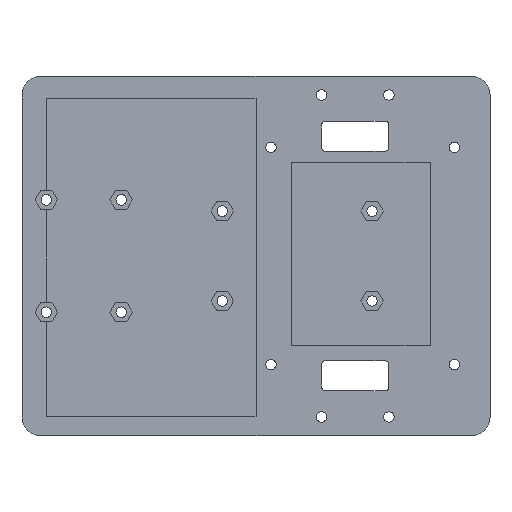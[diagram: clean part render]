
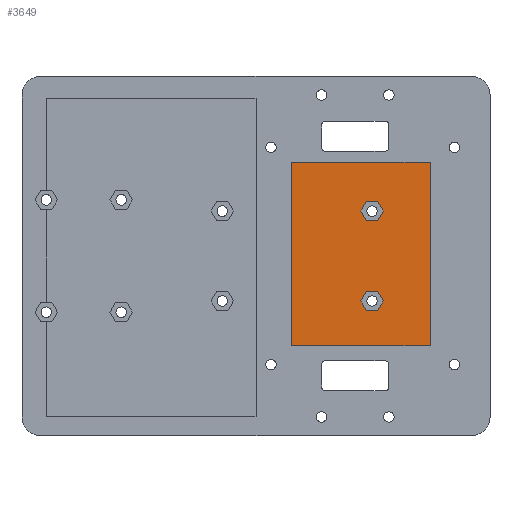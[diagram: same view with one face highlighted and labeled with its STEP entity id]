
A CAD part, top view. The second image highlights one B-rep face of the part: STEP entity #3649.
In plain terms, the highlighted planar face has unit normal (0, 0, 1).
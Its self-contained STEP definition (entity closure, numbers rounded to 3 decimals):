
#2724 = VERTEX_POINT('',#2725);
#2725 = CARTESIAN_POINT('',(-17.,25.,9.));
#2731 = EDGE_CURVE('',#2724,#2732,#2734,.T.);
#2732 = VERTEX_POINT('',#2733);
#2733 = CARTESIAN_POINT('',(-17.,-24.,9.));
#2734 = LINE('',#2735,#2736);
#2735 = CARTESIAN_POINT('',(-17.,25.,9.));
#2736 = VECTOR('',#2737,1.);
#2737 = DIRECTION('',(0.,-1.,0.));
#2755 = VERTEX_POINT('',#2756);
#2756 = CARTESIAN_POINT('',(20.,25.,9.));
#2762 = EDGE_CURVE('',#2755,#2724,#2763,.T.);
#2763 = LINE('',#2764,#2765);
#2764 = CARTESIAN_POINT('',(20.,25.,9.));
#2765 = VECTOR('',#2766,1.);
#2766 = DIRECTION('',(-1.,0.,0.));
#2779 = EDGE_CURVE('',#2732,#2780,#2782,.T.);
#2780 = VERTEX_POINT('',#2781);
#2781 = CARTESIAN_POINT('',(20.,-24.,9.));
#2782 = LINE('',#2783,#2784);
#2783 = CARTESIAN_POINT('',(-17.,-24.,9.));
#2784 = VECTOR('',#2785,1.);
#2785 = DIRECTION('',(1.,0.,0.));
#2803 = EDGE_CURVE('',#2780,#2755,#2804,.T.);
#2804 = LINE('',#2805,#2806);
#2805 = CARTESIAN_POINT('',(20.,-24.,9.));
#2806 = VECTOR('',#2807,1.);
#2807 = DIRECTION('',(0.,1.,0.));
#3649 = ADVANCED_FACE('',(#3650,#3656,#3706),#3756,.T.);
#3650 = FACE_BOUND('',#3651,.T.);
#3651 = EDGE_LOOP('',(#3652,#3653,#3654,#3655));
#3652 = ORIENTED_EDGE('',*,*,#2731,.T.);
#3653 = ORIENTED_EDGE('',*,*,#2779,.T.);
#3654 = ORIENTED_EDGE('',*,*,#2803,.T.);
#3655 = ORIENTED_EDGE('',*,*,#2762,.T.);
#3656 = FACE_BOUND('',#3657,.T.);
#3657 = EDGE_LOOP('',(#3658,#3668,#3676,#3684,#3692,#3700));
#3658 = ORIENTED_EDGE('',*,*,#3659,.F.);
#3659 = EDGE_CURVE('',#3660,#3662,#3664,.T.);
#3660 = VERTEX_POINT('',#3661);
#3661 = CARTESIAN_POINT('',(7.5,-12.,9.));
#3662 = VERTEX_POINT('',#3663);
#3663 = CARTESIAN_POINT('',(6.,-9.402,9.));
#3664 = LINE('',#3665,#3666);
#3665 = CARTESIAN_POINT('',(-0.17,1.285,9.));
#3666 = VECTOR('',#3667,1.);
#3667 = DIRECTION('',(-0.5,0.866,0.));
#3668 = ORIENTED_EDGE('',*,*,#3669,.F.);
#3669 = EDGE_CURVE('',#3670,#3660,#3672,.T.);
#3670 = VERTEX_POINT('',#3671);
#3671 = CARTESIAN_POINT('',(6.,-14.598,9.));
#3672 = LINE('',#3673,#3674);
#3673 = CARTESIAN_POINT('',(4.224,-17.674,9.));
#3674 = VECTOR('',#3675,1.);
#3675 = DIRECTION('',(0.5,0.866,0.));
#3676 = ORIENTED_EDGE('',*,*,#3677,.F.);
#3677 = EDGE_CURVE('',#3678,#3670,#3680,.T.);
#3678 = VERTEX_POINT('',#3679);
#3679 = CARTESIAN_POINT('',(3.,-14.598,9.));
#3680 = LINE('',#3681,#3682);
#3681 = CARTESIAN_POINT('',(-15.142,-14.598,9.));
#3682 = VECTOR('',#3683,1.);
#3683 = DIRECTION('',(1.,0.,0.));
#3684 = ORIENTED_EDGE('',*,*,#3685,.F.);
#3685 = EDGE_CURVE('',#3686,#3678,#3688,.T.);
#3686 = VERTEX_POINT('',#3687);
#3687 = CARTESIAN_POINT('',(1.5,-12.,9.));
#3688 = LINE('',#3689,#3690);
#3689 = CARTESIAN_POINT('',(-5.42,-0.014,9.));
#3690 = VECTOR('',#3691,1.);
#3691 = DIRECTION('',(0.5,-0.866,0.));
#3692 = ORIENTED_EDGE('',*,*,#3693,.F.);
#3693 = EDGE_CURVE('',#3694,#3686,#3696,.T.);
#3694 = VERTEX_POINT('',#3695);
#3695 = CARTESIAN_POINT('',(3.,-9.402,9.));
#3696 = LINE('',#3697,#3698);
#3697 = CARTESIAN_POINT('',(0.474,-13.777,9.));
#3698 = VECTOR('',#3699,1.);
#3699 = DIRECTION('',(-0.5,-0.866,0.));
#3700 = ORIENTED_EDGE('',*,*,#3701,.F.);
#3701 = EDGE_CURVE('',#3662,#3694,#3702,.T.);
#3702 = LINE('',#3703,#3704);
#3703 = CARTESIAN_POINT('',(-13.642,-9.402,9.));
#3704 = VECTOR('',#3705,1.);
#3705 = DIRECTION('',(-1.,0.,0.));
#3706 = FACE_BOUND('',#3707,.T.);
#3707 = EDGE_LOOP('',(#3708,#3718,#3726,#3734,#3742,#3750));
#3708 = ORIENTED_EDGE('',*,*,#3709,.F.);
#3709 = EDGE_CURVE('',#3710,#3712,#3714,.T.);
#3710 = VERTEX_POINT('',#3711);
#3711 = CARTESIAN_POINT('',(7.5,12.,9.));
#3712 = VERTEX_POINT('',#3713);
#3713 = CARTESIAN_POINT('',(6.,14.598,9.));
#3714 = LINE('',#3715,#3716);
#3715 = CARTESIAN_POINT('',(5.026,16.285,9.));
#3716 = VECTOR('',#3717,1.);
#3717 = DIRECTION('',(-0.5,0.866,0.));
#3718 = ORIENTED_EDGE('',*,*,#3719,.F.);
#3719 = EDGE_CURVE('',#3720,#3710,#3722,.T.);
#3720 = VERTEX_POINT('',#3721);
#3721 = CARTESIAN_POINT('',(6.,9.402,9.));
#3722 = LINE('',#3723,#3724);
#3723 = CARTESIAN_POINT('',(-0.972,-2.674,9.));
#3724 = VECTOR('',#3725,1.);
#3725 = DIRECTION('',(0.5,0.866,0.));
#3726 = ORIENTED_EDGE('',*,*,#3727,.F.);
#3727 = EDGE_CURVE('',#3728,#3720,#3730,.T.);
#3728 = VERTEX_POINT('',#3729);
#3729 = CARTESIAN_POINT('',(3.,9.402,9.));
#3730 = LINE('',#3731,#3732);
#3731 = CARTESIAN_POINT('',(-15.142,9.402,9.));
#3732 = VECTOR('',#3733,1.);
#3733 = DIRECTION('',(1.,0.,0.));
#3734 = ORIENTED_EDGE('',*,*,#3735,.F.);
#3735 = EDGE_CURVE('',#3736,#3728,#3738,.T.);
#3736 = VERTEX_POINT('',#3737);
#3737 = CARTESIAN_POINT('',(1.5,12.,9.));
#3738 = LINE('',#3739,#3740);
#3739 = CARTESIAN_POINT('',(-0.224,14.986,9.));
#3740 = VECTOR('',#3741,1.);
#3741 = DIRECTION('',(0.5,-0.866,0.));
#3742 = ORIENTED_EDGE('',*,*,#3743,.F.);
#3743 = EDGE_CURVE('',#3744,#3736,#3746,.T.);
#3744 = VERTEX_POINT('',#3745);
#3745 = CARTESIAN_POINT('',(3.,14.598,9.));
#3746 = LINE('',#3747,#3748);
#3747 = CARTESIAN_POINT('',(-4.722,1.223,9.));
#3748 = VECTOR('',#3749,1.);
#3749 = DIRECTION('',(-0.5,-0.866,0.));
#3750 = ORIENTED_EDGE('',*,*,#3751,.F.);
#3751 = EDGE_CURVE('',#3712,#3744,#3752,.T.);
#3752 = LINE('',#3753,#3754);
#3753 = CARTESIAN_POINT('',(-13.642,14.598,9.));
#3754 = VECTOR('',#3755,1.);
#3755 = DIRECTION('',(-1.,0.,0.));
#3756 = PLANE('',#3757);
#3757 = AXIS2_PLACEMENT_3D('',#3758,#3759,#3760);
#3758 = CARTESIAN_POINT('',(-33.284,-0.121,9.));
#3759 = DIRECTION('',(0.,0.,1.));
#3760 = DIRECTION('',(1.,0.,0.));
